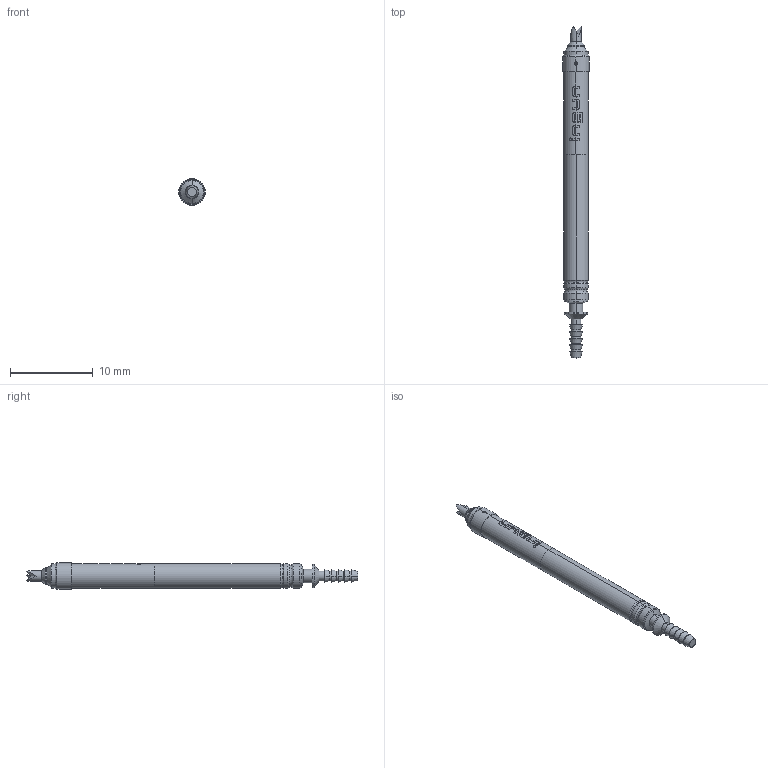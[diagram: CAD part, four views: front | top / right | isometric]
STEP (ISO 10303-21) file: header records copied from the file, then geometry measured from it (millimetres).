
FILE_DESCRIPTION (( 'STEP AP203' ), '1' );
FILE_NAME ('INGUN_PKS-300_233_130_A_xx02_A.STEP', '2020-10-28T14:11:50', ( '' ), ( '' ), 'SwSTEP 2.0', 'SolidWorks 2018', '' );
FILE_SCHEMA (( 'CONFIG_CONTROL_DESIGN' ));
Length unit declared in the file: millimetre
Products named in the file (1): INGUN_PKS-300_233_130_A_xx02_A
Bounding box: 3.2 x 40 x 3.2 mm (x, y, z)
Volume: 229.6 mm3; surface area: 352.6 mm2
Topology: 1 solids, 1 shells, 171 faces, 426 edges, 269 vertices
Faces by surface type: plane 54, cylinder 53, bspline 36, cone 20, torus 8
Entity records: 6869 total; most frequent: CARTESIAN_POINT 3263, ORIENTED_EDGE 852, DIRECTION 544, EDGE_CURVE 426, VERTEX_POINT 269, B_SPLINE_CURVE_WITH_KNOTS 242, AXIS2_PLACEMENT_3D 232, EDGE_LOOP 183
